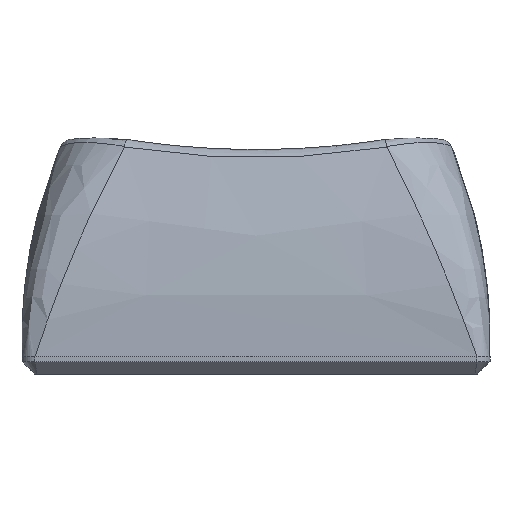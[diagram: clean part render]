
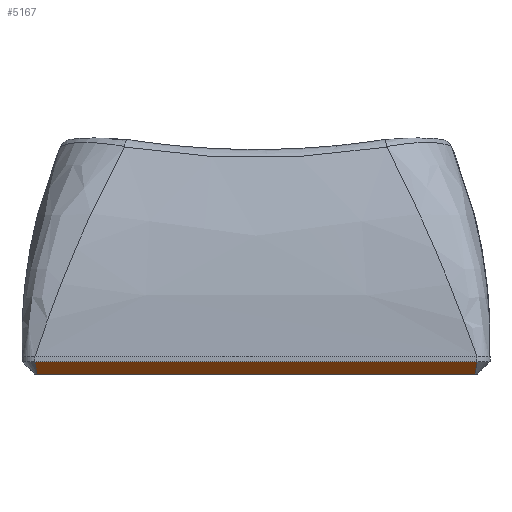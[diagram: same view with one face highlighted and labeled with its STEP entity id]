
A CAD part, front view. The second image highlights one B-rep face of the part: STEP entity #5167.
In plain terms, the highlighted planar face has unit normal (0, -0.707, -0.707).
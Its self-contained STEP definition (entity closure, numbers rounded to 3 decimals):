
#720 = PLANE('',#721);
#721 = AXIS2_PLACEMENT_3D('',#722,#723,#724);
#722 = CARTESIAN_POINT('',(-8.5,-9.,0.672));
#723 = DIRECTION('',(0.,-1.,0.));
#724 = DIRECTION('',(1.,0.,0.));
#1973 = VERTEX_POINT('',#1974);
#1974 = CARTESIAN_POINT('',(-8.5,-9.,0.48));
#2000 = EDGE_CURVE('',#1973,#2001,#2003,.T.);
#2001 = VERTEX_POINT('',#2002);
#2002 = CARTESIAN_POINT('',(8.5,-9.,0.48));
#2003 = SURFACE_CURVE('',#2004,(#2008,#2015),.PCURVE_S1.);
#2004 = LINE('',#2005,#2006);
#2005 = CARTESIAN_POINT('',(-8.5,-9.,0.48));
#2006 = VECTOR('',#2007,1.);
#2007 = DIRECTION('',(1.,0.,0.));
#2008 = PCURVE('',#720,#2009);
#2009 = DEFINITIONAL_REPRESENTATION('',(#2010),#2014);
#2010 = LINE('',#2011,#2012);
#2011 = CARTESIAN_POINT('',(0.,-0.192));
#2012 = VECTOR('',#2013,1.);
#2013 = DIRECTION('',(1.,0.));
#2014 = ( GEOMETRIC_REPRESENTATION_CONTEXT(2) 
PARAMETRIC_REPRESENTATION_CONTEXT() REPRESENTATION_CONTEXT('2D SPACE',''
  ) );
#2015 = PCURVE('',#2016,#2021);
#2016 = PLANE('',#2017);
#2017 = AXIS2_PLACEMENT_3D('',#2018,#2019,#2020);
#2018 = CARTESIAN_POINT('',(-8.5,-8.76,0.24));
#2019 = DIRECTION('',(0.,0.707,0.707)
  );
#2020 = DIRECTION('',(1.,0.,0.));
#2021 = DEFINITIONAL_REPRESENTATION('',(#2022),#2026);
#2022 = LINE('',#2023,#2024);
#2023 = CARTESIAN_POINT('',(0.,-0.339));
#2024 = VECTOR('',#2025,1.);
#2025 = DIRECTION('',(1.,0.));
#2026 = ( GEOMETRIC_REPRESENTATION_CONTEXT(2) 
PARAMETRIC_REPRESENTATION_CONTEXT() REPRESENTATION_CONTEXT('2D SPACE',''
  ) );
#3188 = CONICAL_SURFACE('',#3189,0.7,0.785);
#3189 = AXIS2_PLACEMENT_3D('',#3190,#3191,#3192);
#3190 = CARTESIAN_POINT('',(8.323,-8.323,0.48));
#3191 = DIRECTION('',(-0.,-0.,1.));
#3192 = DIRECTION('',(0.967,-0.253,0.));
#5167 = ADVANCED_FACE('',(#5168),#2016,.F.);
#5168 = FACE_BOUND('',#5169,.F.);
#5169 = EDGE_LOOP('',(#5170,#5205,#5206,#5236));
#5170 = ORIENTED_EDGE('',*,*,#5171,.F.);
#5171 = EDGE_CURVE('',#1973,#5172,#5174,.T.);
#5172 = VERTEX_POINT('',#5173);
#5173 = CARTESIAN_POINT('',(-8.42,-8.52,0.));
#5174 = SURFACE_CURVE('',#5175,(#5180,#5187),.PCURVE_S1.);
#5175 = PARABOLA('',#5176,0.008);
#5176 = AXIS2_PLACEMENT_3D('',#5177,#5178,#5179);
#5177 = CARTESIAN_POINT('',(-8.323,-8.311,
    -0.209));
#5178 = DIRECTION('',(0.,0.707,0.707)
  );
#5179 = DIRECTION('',(0.,-0.707,0.707)
  );
#5180 = PCURVE('',#2016,#5181);
#5181 = DEFINITIONAL_REPRESENTATION('',(#5182),#5186);
#5182 = B_SPLINE_CURVE_WITH_KNOTS('',2,(#5183,#5184,#5185),
  .UNSPECIFIED.,.F.,.F.,(3,3),(-0.177,-0.098),
  .PIECEWISE_BEZIER_KNOTS.);
#5183 = CARTESIAN_POINT('',(0.,-0.339));
#5184 = CARTESIAN_POINT('',(0.04,0.098));
#5185 = CARTESIAN_POINT('',(0.08,0.339));
#5186 = ( GEOMETRIC_REPRESENTATION_CONTEXT(2) 
PARAMETRIC_REPRESENTATION_CONTEXT() REPRESENTATION_CONTEXT('2D SPACE',''
  ) );
#5187 = PCURVE('',#5188,#5193);
#5188 = CONICAL_SURFACE('',#5189,0.7,0.785);
#5189 = AXIS2_PLACEMENT_3D('',#5190,#5191,#5192);
#5190 = CARTESIAN_POINT('',(-8.323,-8.323,0.48));
#5191 = DIRECTION('',(-0.,-0.,1.));
#5192 = DIRECTION('',(-0.253,-0.967,-0.));
#5193 = DEFINITIONAL_REPRESENTATION('',(#5194),#5204);
#5194 = B_SPLINE_CURVE_WITH_KNOTS('',8,(#5195,#5196,#5197,#5198,#5199,
    #5200,#5201,#5202,#5203),.UNSPECIFIED.,.F.,.F.,(9,9),(
    -0.177,-0.098),.PIECEWISE_BEZIER_KNOTS.);
#5195 = CARTESIAN_POINT('',(0.,0.));
#5196 = CARTESIAN_POINT('',(-0.014,-0.077));
#5197 = CARTESIAN_POINT('',(-0.03,-0.15));
#5198 = CARTESIAN_POINT('',(-0.048,-0.217));
#5199 = CARTESIAN_POINT('',(-0.069,-0.28));
#5200 = CARTESIAN_POINT('',(-0.094,-0.337));
#5201 = CARTESIAN_POINT('',(-0.123,-0.39));
#5202 = CARTESIAN_POINT('',(-0.158,-0.437));
#5203 = CARTESIAN_POINT('',(-0.203,-0.48));
#5204 = ( GEOMETRIC_REPRESENTATION_CONTEXT(2) 
PARAMETRIC_REPRESENTATION_CONTEXT() REPRESENTATION_CONTEXT('2D SPACE',''
  ) );
#5205 = ORIENTED_EDGE('',*,*,#2000,.T.);
#5206 = ORIENTED_EDGE('',*,*,#5207,.T.);
#5207 = EDGE_CURVE('',#2001,#5208,#5210,.T.);
#5208 = VERTEX_POINT('',#5209);
#5209 = CARTESIAN_POINT('',(8.42,-8.52,0.));
#5210 = SURFACE_CURVE('',#5211,(#5216,#5223),.PCURVE_S1.);
#5211 = PARABOLA('',#5212,0.008);
#5212 = AXIS2_PLACEMENT_3D('',#5213,#5214,#5215);
#5213 = CARTESIAN_POINT('',(8.323,-8.311,
    -0.209));
#5214 = DIRECTION('',(0.,-0.707,-0.707
    ));
#5215 = DIRECTION('',(0.,-0.707,0.707)
  );
#5216 = PCURVE('',#2016,#5217);
#5217 = DEFINITIONAL_REPRESENTATION('',(#5218),#5222);
#5218 = B_SPLINE_CURVE_WITH_KNOTS('',2,(#5219,#5220,#5221),
  .UNSPECIFIED.,.F.,.F.,(3,3),(-0.177,-0.098),
  .PIECEWISE_BEZIER_KNOTS.);
#5219 = CARTESIAN_POINT('',(17.,-0.339));
#5220 = CARTESIAN_POINT('',(16.96,0.098));
#5221 = CARTESIAN_POINT('',(16.92,0.339));
#5222 = ( GEOMETRIC_REPRESENTATION_CONTEXT(2) 
PARAMETRIC_REPRESENTATION_CONTEXT() REPRESENTATION_CONTEXT('2D SPACE',''
  ) );
#5223 = PCURVE('',#3188,#5224);
#5224 = DEFINITIONAL_REPRESENTATION('',(#5225),#5235);
#5225 = B_SPLINE_CURVE_WITH_KNOTS('',8,(#5226,#5227,#5228,#5229,#5230,
    #5231,#5232,#5233,#5234),.UNSPECIFIED.,.F.,.F.,(9,9),(
    -0.177,-0.098),.PIECEWISE_BEZIER_KNOTS.);
#5226 = CARTESIAN_POINT('',(-1.059,0.));
#5227 = CARTESIAN_POINT('',(-1.045,-0.077));
#5228 = CARTESIAN_POINT('',(-1.029,-0.15));
#5229 = CARTESIAN_POINT('',(-1.01,-0.217));
#5230 = CARTESIAN_POINT('',(-0.99,-0.28));
#5231 = CARTESIAN_POINT('',(-0.965,-0.337));
#5232 = CARTESIAN_POINT('',(-0.936,-0.39));
#5233 = CARTESIAN_POINT('',(-0.901,-0.437));
#5234 = CARTESIAN_POINT('',(-0.856,-0.48));
#5235 = ( GEOMETRIC_REPRESENTATION_CONTEXT(2) 
PARAMETRIC_REPRESENTATION_CONTEXT() REPRESENTATION_CONTEXT('2D SPACE',''
  ) );
#5236 = ORIENTED_EDGE('',*,*,#5237,.F.);
#5237 = EDGE_CURVE('',#5172,#5208,#5238,.T.);
#5238 = SURFACE_CURVE('',#5239,(#5243,#5250),.PCURVE_S1.);
#5239 = LINE('',#5240,#5241);
#5240 = CARTESIAN_POINT('',(-8.5,-8.52,0.));
#5241 = VECTOR('',#5242,1.);
#5242 = DIRECTION('',(1.,0.,0.));
#5243 = PCURVE('',#2016,#5244);
#5244 = DEFINITIONAL_REPRESENTATION('',(#5245),#5249);
#5245 = LINE('',#5246,#5247);
#5246 = CARTESIAN_POINT('',(0.,0.339));
#5247 = VECTOR('',#5248,1.);
#5248 = DIRECTION('',(1.,0.));
#5249 = ( GEOMETRIC_REPRESENTATION_CONTEXT(2) 
PARAMETRIC_REPRESENTATION_CONTEXT() REPRESENTATION_CONTEXT('2D SPACE',''
  ) );
#5250 = PCURVE('',#5251,#5256);
#5251 = PLANE('',#5252);
#5252 = AXIS2_PLACEMENT_3D('',#5253,#5254,#5255);
#5253 = CARTESIAN_POINT('',(8.5,9.,0.));
#5254 = DIRECTION('',(0.,0.,-1.));
#5255 = DIRECTION('',(-1.,0.,0.));
#5256 = DEFINITIONAL_REPRESENTATION('',(#5257),#5261);
#5257 = LINE('',#5258,#5259);
#5258 = CARTESIAN_POINT('',(17.,-17.52));
#5259 = VECTOR('',#5260,1.);
#5260 = DIRECTION('',(-1.,0.));
#5261 = ( GEOMETRIC_REPRESENTATION_CONTEXT(2) 
PARAMETRIC_REPRESENTATION_CONTEXT() REPRESENTATION_CONTEXT('2D SPACE',''
  ) );
